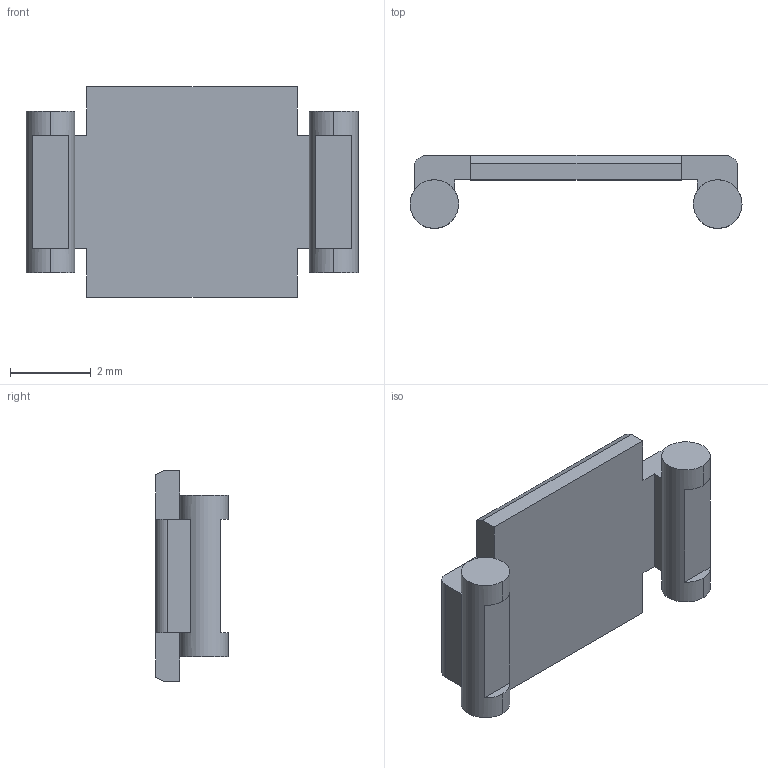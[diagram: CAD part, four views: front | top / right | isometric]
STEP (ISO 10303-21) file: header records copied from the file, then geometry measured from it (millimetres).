
FILE_DESCRIPTION((''),'2;1');
FILE_NAME('SHZ_2_SH001__ASM','2022-09-23T12:03:25',('klemen.sitar'),('Audax d.o.o.'),'CREO PARAMETRIC BY PTC INC, 2021304','CREO PARAMETRIC BY PTC INC, 2021304','');
FILE_SCHEMA(('AP242_MANAGED_MODEL_BASED_3D_ENGINEERING_MIM_LF { 1 0 10303 442 1 1 4 }'));
Length unit declared in the file: millimetre
Products named in the file (2): SZH-2-10250; SHZ_2_SH001__ASM
Assembly tree (1 placements, depth 2):
  SHZ_2_SH001__ASM
    SZH-2-10250
Bounding box: 8.2 x 1.8 x 5.2 mm (x, y, z)
Volume: 29.5 mm3; surface area: 109.6 mm2
Topology: 1 solids, 1 shells, 34 faces, 96 edges, 64 vertices
Faces by surface type: plane 28, cylinder 6
Entity records: 1832 total; most frequent: CARTESIAN_POINT 202, DIRECTION 200, ORIENTED_EDGE 192, PRESENTATION_STYLE_ASSIGNMENT 133, STYLED_ITEM 133, CURVE_STYLE 98, EDGE_CURVE 96, VECTOR 68
